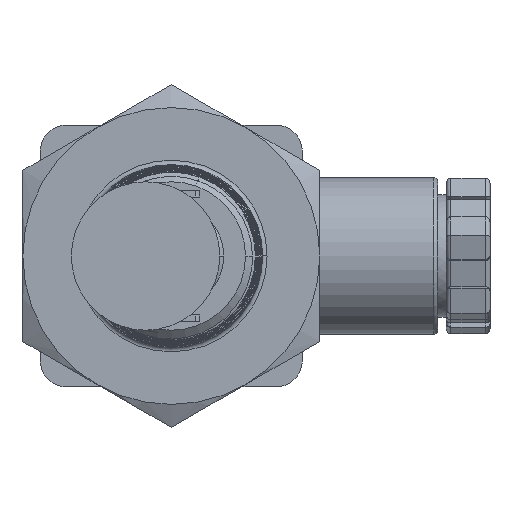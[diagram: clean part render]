
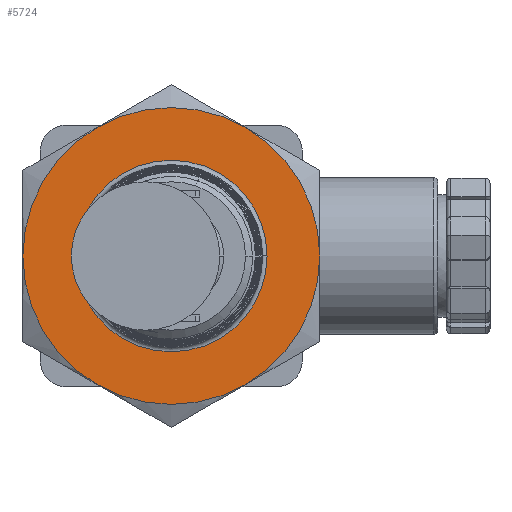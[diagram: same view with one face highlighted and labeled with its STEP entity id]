
A CAD part, left-side view. The second image highlights one B-rep face of the part: STEP entity #5724.
In plain terms, the highlighted planar face has unit normal (-1, 0, 0).
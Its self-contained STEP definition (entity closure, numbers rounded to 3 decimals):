
#1431=CARTESIAN_POINT('',(21.,0.,0.));
#1432=DIRECTION('',(1.,0.,0.));
#1433=DIRECTION('',(0.,1.,0.));
#1434=AXIS2_PLACEMENT_3D('',#1431,#1432,#1433);
#1436=CARTESIAN_POINT('',(21.,0.,0.));
#1437=DIRECTION('',(1.,0.,0.));
#1438=DIRECTION('',(0.,0.5,0.866));
#1439=AXIS2_PLACEMENT_3D('',#1436,#1437,#1438);
#1441=CARTESIAN_POINT('',(21.,0.,0.));
#1442=DIRECTION('',(1.,0.,0.));
#1443=DIRECTION('',(0.,-0.5,0.866));
#1444=AXIS2_PLACEMENT_3D('',#1441,#1442,#1443);
#1446=CARTESIAN_POINT('',(21.,0.,0.));
#1447=DIRECTION('',(-1.,0.,0.));
#1448=DIRECTION('',(0.,-0.5,-0.866));
#1449=AXIS2_PLACEMENT_3D('',#1446,#1447,#1448);
#1451=CARTESIAN_POINT('',(21.,0.,0.));
#1452=DIRECTION('',(-1.,0.,0.));
#1453=DIRECTION('',(0.,0.5,-0.866));
#1454=AXIS2_PLACEMENT_3D('',#1451,#1452,#1453);
#1456=CARTESIAN_POINT('',(21.,0.,0.));
#1457=DIRECTION('',(-1.,0.,0.));
#1458=DIRECTION('',(0.,1.,0.));
#1459=AXIS2_PLACEMENT_3D('',#1456,#1457,#1458);
#1461=CARTESIAN_POINT('',(21.,0.,0.));
#1462=DIRECTION('',(1.,0.,0.));
#1463=DIRECTION('',(0.,1.,0.));
#1464=AXIS2_PLACEMENT_3D('',#1461,#1462,#1463);
#1466=CARTESIAN_POINT('',(21.,0.,0.));
#1467=DIRECTION('',(1.,0.,0.));
#1468=DIRECTION('',(0.,-1.,0.));
#1469=AXIS2_PLACEMENT_3D('',#1466,#1467,#1468);
#1478=CARTESIAN_POINT('',(21.,-8.5,14.722));
#1505=CARTESIAN_POINT('',(21.,-17.,0.));
#1514=CARTESIAN_POINT('',(21.,8.5,14.722));
#1516=CARTESIAN_POINT('',(21.,17.,0.));
#2040=CARTESIAN_POINT('',(21.,8.5,-14.722));
#2058=CARTESIAN_POINT('',(21.,-8.5,-14.722));
#3480=VERTEX_POINT('',#1478);
#3483=VERTEX_POINT('',#1514);
#3484=VERTEX_POINT('',#1516);
#3485=VERTEX_POINT('',#1505);
#3493=VERTEX_POINT('',#2040);
#3495=VERTEX_POINT('',#2058);
#3526=CARTESIAN_POINT('',(21.,10.97,0.));
#3527=CARTESIAN_POINT('',(21.,-10.97,0.));
#3528=VERTEX_POINT('',#3526);
#3529=VERTEX_POINT('',#3527);
#5701=CARTESIAN_POINT('',(21.,0.,0.));
#5702=DIRECTION('',(1.,0.,0.));
#5703=DIRECTION('',(0.,-1.,0.));
#5704=AXIS2_PLACEMENT_3D('',#5701,#5702,#5703);
#5705=PLANE('',#5704);
#5707=ORIENTED_EDGE('',*,*,#5706,.T.);
#5709=ORIENTED_EDGE('',*,*,#5708,.T.);
#5711=ORIENTED_EDGE('',*,*,#5710,.T.);
#5713=ORIENTED_EDGE('',*,*,#5712,.F.);
#5715=ORIENTED_EDGE('',*,*,#5714,.F.);
#5717=ORIENTED_EDGE('',*,*,#5716,.F.);
#5718=EDGE_LOOP('',(#5707,#5709,#5711,#5713,#5715,#5717));
#5719=FACE_OUTER_BOUND('',#5718,.F.);
#5720=ORIENTED_EDGE('',*,*,#5695,.F.);
#5721=ORIENTED_EDGE('',*,*,#5681,.F.);
#5722=EDGE_LOOP('',(#5720,#5721));
#5723=FACE_BOUND('',#5722,.F.);
#5724=ADVANCED_FACE('',(#5719,#5723),#5705,.F.);
#1435=CIRCLE('',#1434,17.);
#1440=CIRCLE('',#1439,17.);
#1445=CIRCLE('',#1444,17.);
#1450=CIRCLE('',#1449,17.);
#1455=CIRCLE('',#1454,17.);
#1460=CIRCLE('',#1459,17.);
#1465=CIRCLE('',#1464,10.97);
#1470=CIRCLE('',#1469,10.97);
#5681=EDGE_CURVE('',#3529,#3528,#1470,.T.);
#5695=EDGE_CURVE('',#3528,#3529,#1465,.T.);
#5706=EDGE_CURVE('',#3484,#3483,#1435,.T.);
#5708=EDGE_CURVE('',#3483,#3480,#1440,.T.);
#5710=EDGE_CURVE('',#3480,#3485,#1445,.T.);
#5712=EDGE_CURVE('',#3495,#3485,#1450,.T.);
#5714=EDGE_CURVE('',#3493,#3495,#1455,.T.);
#5716=EDGE_CURVE('',#3484,#3493,#1460,.T.);
